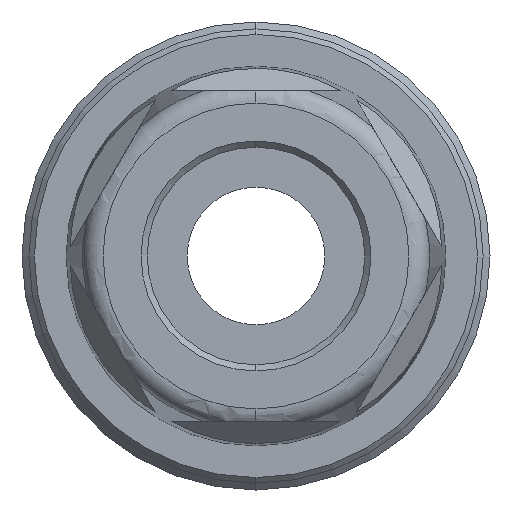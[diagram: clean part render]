
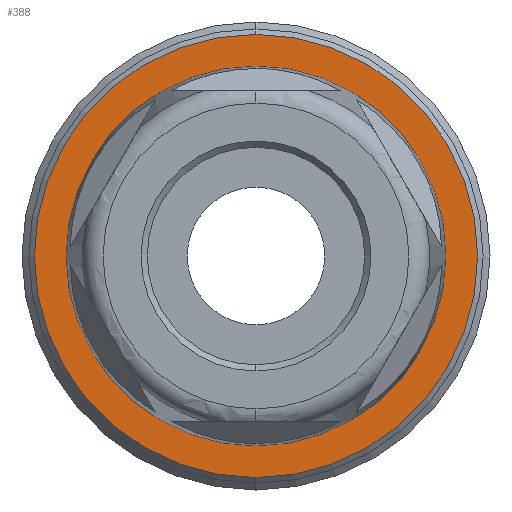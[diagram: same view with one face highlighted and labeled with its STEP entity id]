
A CAD part, left-side view. The second image highlights one B-rep face of the part: STEP entity #388.
In plain terms, the highlighted planar face has unit normal (-1, 0, 0).
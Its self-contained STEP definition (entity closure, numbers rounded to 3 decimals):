
#41 = CARTESIAN_POINT ( 'NONE',  ( 22.9, 0., -13.8 ) ) ;
#49 = CARTESIAN_POINT ( 'NONE',  ( 22.9, 0., -16.1 ) ) ;
#388 = ADVANCED_FACE ( 'NONE', ( #2828, #2829 ), #2743, .F. ) ;
#419 = EDGE_CURVE ( 'NONE', #3259, #541, #2897, .T. ) ;
#425 = EDGE_CURVE ( 'NONE', #3251, #1082, #2885, .T. ) ;
#433 = EDGE_CURVE ( 'NONE', #1082, #3251, #2875, .T. ) ;
#476 = EDGE_CURVE ( 'NONE', #541, #3259, #2823, .T. ) ;
#541 = VERTEX_POINT ( 'NONE', #2298 ) ;
#843 = AXIS2_PLACEMENT_3D ( 'NONE', #3385, #3357, #3356 ) ;
#845 = AXIS2_PLACEMENT_3D ( 'NONE', #3365, #3387, #3352 ) ;
#846 = AXIS2_PLACEMENT_3D ( 'NONE', #3336, #3338, #3343 ) ;
#866 = AXIS2_PLACEMENT_3D ( 'NONE', #2211, #2212, #2213 ) ;
#1082 = VERTEX_POINT ( 'NONE', #2305 ) ;
#1668 = ORIENTED_EDGE ( 'NONE', *, *, #419, .F. ) ;
#1669 = ORIENTED_EDGE ( 'NONE', *, *, #476, .F. ) ;
#1670 = ORIENTED_EDGE ( 'NONE', *, *, #425, .T. ) ;
#1671 = ORIENTED_EDGE ( 'NONE', *, *, #433, .T. ) ;
#2092 = EDGE_LOOP ( 'NONE', ( #1670, #1671 ) ) ;
#2114 = EDGE_LOOP ( 'NONE', ( #1668, #1669 ) ) ;
#2211 = CARTESIAN_POINT ( 'NONE',  ( 22.9, 0., 0. ) ) ;
#2212 = DIRECTION ( 'NONE',  ( 1., 0., 0. ) ) ;
#2213 = DIRECTION ( 'NONE',  ( 0., 0., -1. ) ) ;
#2298 = CARTESIAN_POINT ( 'NONE',  ( 22.9, 0., 16.1 ) ) ;
#2305 = CARTESIAN_POINT ( 'NONE',  ( 22.9, 0., 13.8 ) ) ;
#2738 = CARTESIAN_POINT ( 'NONE',  ( 22.9, 11., 0. ) ) ;
#2743 = PLANE ( 'NONE',  #3018 ) ;
#2744 = DIRECTION ( 'NONE',  ( 1., 0., 0. ) ) ;
#2751 = DIRECTION ( 'NONE',  ( 0., 0., -1. ) ) ;
#2823 = CIRCLE ( 'NONE', #866, 16.1 ) ;
#2828 = FACE_OUTER_BOUND ( 'NONE', #2114, .T. ) ;
#2829 = FACE_BOUND ( 'NONE', #2092, .T. ) ;
#2875 = CIRCLE ( 'NONE', #846, 13.8 ) ;
#2885 = CIRCLE ( 'NONE', #845, 13.8 ) ;
#2897 = CIRCLE ( 'NONE', #843, 16.1 ) ;
#3018 = AXIS2_PLACEMENT_3D ( 'NONE', #2738, #2744, #2751 ) ;
#3251 = VERTEX_POINT ( 'NONE', #41 ) ;
#3259 = VERTEX_POINT ( 'NONE', #49 ) ;
#3336 = CARTESIAN_POINT ( 'NONE',  ( 22.9, 0., 0. ) ) ;
#3338 = DIRECTION ( 'NONE',  ( 1., 0., 0. ) ) ;
#3343 = DIRECTION ( 'NONE',  ( 0., 0., -1. ) ) ;
#3352 = DIRECTION ( 'NONE',  ( 0., 0., -1. ) ) ;
#3356 = DIRECTION ( 'NONE',  ( 0., 0., -1. ) ) ;
#3357 = DIRECTION ( 'NONE',  ( 1., 0., 0. ) ) ;
#3365 = CARTESIAN_POINT ( 'NONE',  ( 22.9, 0., 0. ) ) ;
#3385 = CARTESIAN_POINT ( 'NONE',  ( 22.9, 0., 0. ) ) ;
#3387 = DIRECTION ( 'NONE',  ( 1., 0., 0. ) ) ;
